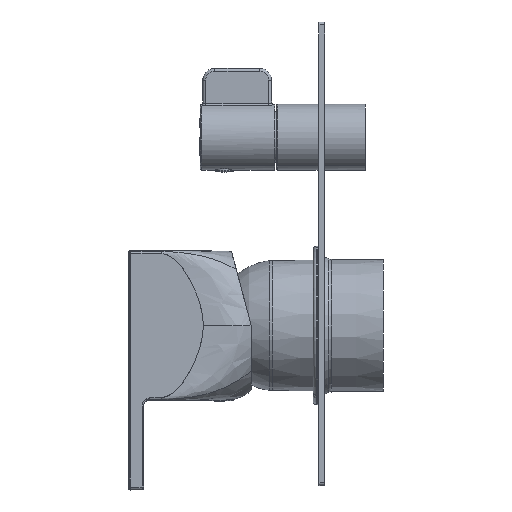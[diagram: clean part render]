
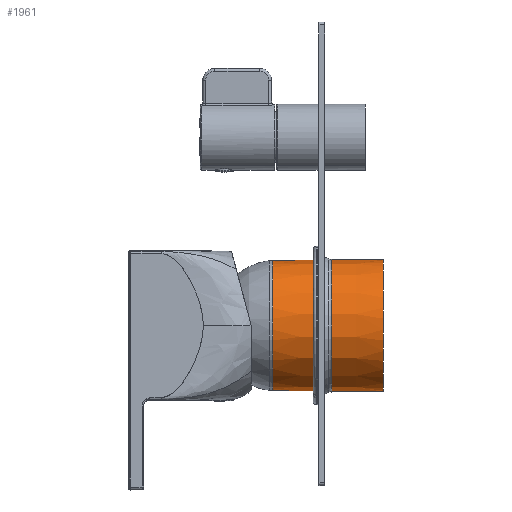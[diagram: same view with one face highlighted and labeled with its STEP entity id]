
A CAD part, left-side view. The second image highlights one B-rep face of the part: STEP entity #1961.
In plain terms, the highlighted conical face has half-angle 0.514 degrees and reference radius 21.75 mm.
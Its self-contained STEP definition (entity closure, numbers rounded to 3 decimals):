
#1906=CARTESIAN_POINT('Axis2P3D Location',(0.,70.432,0.)) ;
#1911=CARTESIAN_POINT('Line Origine',(0.,-4998516.447,-44880.863)) ;
#1915=CARTESIAN_POINT('Vertex',(0.,69.914,-21.755)) ;
#1917=CARTESIAN_POINT('Vertex',(0.,32.919,-22.087)) ;
#1920=CARTESIAN_POINT('Axis2P3D Location',(0.,32.919,0.)) ;
#1924=CARTESIAN_POINT('Vertex',(-12.982,32.919,17.868)) ;
#1927=CARTESIAN_POINT('Axis2P3D Location',(0.,32.919,0.)) ;
#1931=CARTESIAN_POINT('Vertex',(0.,32.919,22.087)) ;
#1934=CARTESIAN_POINT('Line Origine',(0.,-4998516.447,44880.863)) ;
#1938=CARTESIAN_POINT('Vertex',(0.,69.914,21.755)) ;
#1941=CARTESIAN_POINT('Axis2P3D Location',(0.,69.914,0.)) ;
#1945=CARTESIAN_POINT('Vertex',(-12.787,69.914,17.6)) ;
#1948=CARTESIAN_POINT('Axis2P3D Location',(0.,69.914,0.)) ;
#1913=VECTOR('Line Direction',#1912,1.) ;
#1936=VECTOR('Line Direction',#1935,1.) ;
#1907=DIRECTION('Axis2P3D Direction',(0.,-1.,0.)) ;
#1908=DIRECTION('Axis2P3D XDirection',(0.,0.,1.)) ;
#1912=DIRECTION('Vector Direction',(0.,-1.,-0.009)) ;
#1921=DIRECTION('Axis2P3D Direction',(0.,-1.,0.)) ;
#1928=DIRECTION('Axis2P3D Direction',(0.,-1.,0.)) ;
#1935=DIRECTION('Vector Direction',(0.,-1.,0.009)) ;
#1942=DIRECTION('Axis2P3D Direction',(0.,-1.,0.)) ;
#1949=DIRECTION('Axis2P3D Direction',(0.,-1.,0.)) ;
#1909=AXIS2_PLACEMENT_3D('Cone Axis2P3D',#1906,#1907,#1908) ;
#1922=AXIS2_PLACEMENT_3D('Circle Axis2P3D',#1920,#1921,$) ;
#1929=AXIS2_PLACEMENT_3D('Circle Axis2P3D',#1927,#1928,$) ;
#1943=AXIS2_PLACEMENT_3D('Circle Axis2P3D',#1941,#1942,$) ;
#1950=AXIS2_PLACEMENT_3D('Circle Axis2P3D',#1948,#1949,$) ;
#1914=LINE('Line',#1911,#1913) ;
#1937=LINE('Line',#1934,#1936) ;
#1923=CIRCLE('generated circle',#1922,22.087) ;
#1930=CIRCLE('generated circle',#1929,22.087) ;
#1944=CIRCLE('generated circle',#1943,21.755) ;
#1951=CIRCLE('generated circle',#1950,21.755) ;
#1910=CONICAL_SURFACE('Cone',#1909,21.75,0.009) ;
#1919=EDGE_CURVE('',#1916,#1918,#1914,.T.) ;
#1926=EDGE_CURVE('',#1918,#1925,#1923,.F.) ;
#1933=EDGE_CURVE('',#1925,#1932,#1930,.F.) ;
#1940=EDGE_CURVE('',#1932,#1939,#1937,.F.) ;
#1947=EDGE_CURVE('',#1939,#1946,#1944,.T.) ;
#1952=EDGE_CURVE('',#1946,#1916,#1951,.T.) ;
#1954=ORIENTED_EDGE('',*,*,#1919,.T.) ;
#1955=ORIENTED_EDGE('',*,*,#1926,.T.) ;
#1956=ORIENTED_EDGE('',*,*,#1933,.T.) ;
#1957=ORIENTED_EDGE('',*,*,#1940,.T.) ;
#1958=ORIENTED_EDGE('',*,*,#1947,.T.) ;
#1959=ORIENTED_EDGE('',*,*,#1952,.T.) ;
#1953=EDGE_LOOP('',(#1954,#1955,#1956,#1957,#1958,#1959)) ;
#1916=VERTEX_POINT('',#1915) ;
#1918=VERTEX_POINT('',#1917) ;
#1925=VERTEX_POINT('',#1924) ;
#1932=VERTEX_POINT('',#1931) ;
#1939=VERTEX_POINT('',#1938) ;
#1946=VERTEX_POINT('',#1945) ;
#1961=ADVANCED_FACE('Superficie.56',(#1960),#1910,.T.) ;
#1960=FACE_OUTER_BOUND('',#1953,.T.) ;
